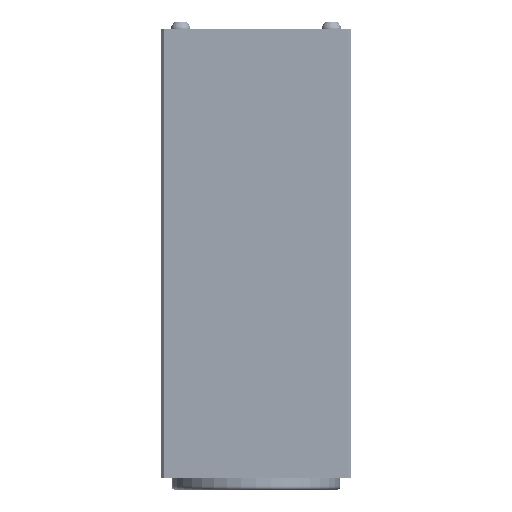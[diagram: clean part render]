
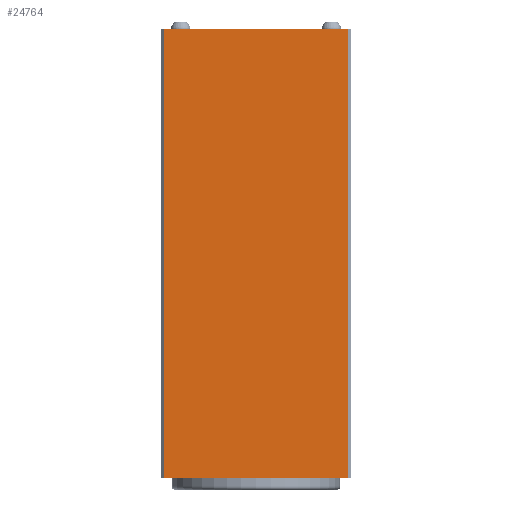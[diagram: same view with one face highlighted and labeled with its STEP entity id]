
A CAD part, front view. The second image highlights one B-rep face of the part: STEP entity #24764.
In plain terms, the highlighted planar face has unit normal (0, -1, 0).
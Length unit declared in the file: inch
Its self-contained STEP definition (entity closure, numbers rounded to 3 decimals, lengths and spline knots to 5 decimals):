
#7118 = CARTESIAN_POINT ( 'NONE',  ( -3.3892, -0.84727, 3.12614 ) ) ;
#11922 = CARTESIAN_POINT ( 'NONE',  ( -2.0892, -0.84727, -0.05886 ) ) ;
#20630 = DIRECTION ( 'NONE',  ( 0., 0., 1. ) ) ;
#24764 = ADVANCED_FACE ( 'NONE', ( #77761 ), #142361, .F. ) ;
#50208 = CARTESIAN_POINT ( 'NONE',  ( -3.4142, -0.84727, 3.12614 ) ) ;
#53865 = VERTEX_POINT ( 'NONE', #11922 ) ;
#57529 = ORIENTED_EDGE ( 'NONE', *, *, #189859, .T. ) ;
#61015 = ORIENTED_EDGE ( 'NONE', *, *, #127053, .F. ) ;
#61350 = AXIS2_PLACEMENT_3D ( 'NONE', #85462, #287568, #114565 ) ;
#77761 = FACE_OUTER_BOUND ( 'NONE', #314581, .T. ) ;
#79119 = DIRECTION ( 'NONE',  ( 1., 0., 0. ) ) ;
#85375 = EDGE_CURVE ( 'NONE', #157944, #302982, #232148, .T. ) ;
#85462 = CARTESIAN_POINT ( 'NONE',  ( -2.0642, -0.84727, 0.16314 ) ) ;
#90212 = VERTEX_POINT ( 'NONE', #305234 ) ;
#103806 = EDGE_CURVE ( 'NONE', #53865, #90212, #348033, .T. ) ;
#113458 = LINE ( 'NONE', #360612, #190391 ) ;
#114565 = DIRECTION ( 'NONE',  ( -1., 0., 0. ) ) ;
#117747 = VECTOR ( 'NONE', #20630, 39.37008 ) ;
#127053 = EDGE_CURVE ( 'NONE', #157944, #90212, #151065, .T. ) ;
#128160 = VECTOR ( 'NONE', #291773, 39.37008 ) ;
#142361 = PLANE ( 'NONE',  #61350 ) ;
#151065 = LINE ( 'NONE', #50208, #295693 ) ;
#157944 = VERTEX_POINT ( 'NONE', #7118 ) ;
#158670 = DIRECTION ( 'NONE',  ( 1., 0., 0. ) ) ;
#182474 = CARTESIAN_POINT ( 'NONE',  ( -3.3892, -0.84727, -0.05886 ) ) ;
#189859 = EDGE_CURVE ( 'NONE', #302982, #53865, #113458, .T. ) ;
#190391 = VECTOR ( 'NONE', #158670, 39.37008 ) ;
#225349 = ORIENTED_EDGE ( 'NONE', *, *, #85375, .T. ) ;
#232148 = LINE ( 'NONE', #262734, #128160 ) ;
#250351 = CARTESIAN_POINT ( 'NONE',  ( -2.0892, -0.84727, 0.16314 ) ) ;
#262734 = CARTESIAN_POINT ( 'NONE',  ( -3.3892, -0.84727, 0.16314 ) ) ;
#287568 = DIRECTION ( 'NONE',  ( 0., 1., 0. ) ) ;
#291773 = DIRECTION ( 'NONE',  ( 0., 0., -1. ) ) ;
#295693 = VECTOR ( 'NONE', #79119, 39.37008 ) ;
#302982 = VERTEX_POINT ( 'NONE', #182474 ) ;
#305234 = CARTESIAN_POINT ( 'NONE',  ( -2.0892, -0.84727, 3.12614 ) ) ;
#314581 = EDGE_LOOP ( 'NONE', ( #57529, #326095, #61015, #225349 ) ) ;
#326095 = ORIENTED_EDGE ( 'NONE', *, *, #103806, .T. ) ;
#348033 = LINE ( 'NONE', #250351, #117747 ) ;
#360612 = CARTESIAN_POINT ( 'NONE',  ( -2.0642, -0.84727, -0.05886 ) ) ;
